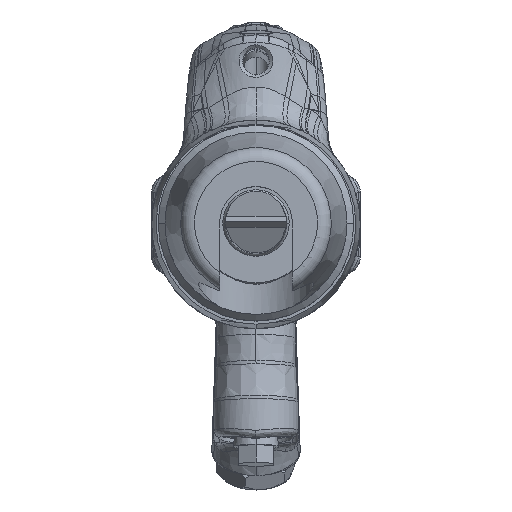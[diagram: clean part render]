
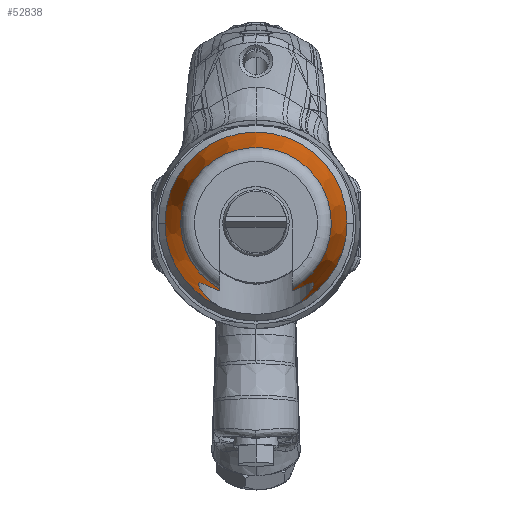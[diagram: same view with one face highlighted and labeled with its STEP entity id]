
A CAD part, top view. The second image highlights one B-rep face of the part: STEP entity #52838.
In plain terms, the highlighted conical face has half-angle 8.995 degrees and reference radius 29.784 mm.
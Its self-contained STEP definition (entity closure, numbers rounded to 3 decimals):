
#52005=CARTESIAN_POINT('',(24.33,8.12,13.));
#52006=CARTESIAN_POINT('',(23.986,8.841,13.886));
#52007=CARTESIAN_POINT('',(23.307,10.37,15.467));
#52008=CARTESIAN_POINT('',(22.436,12.83,17.328));
#52009=CARTESIAN_POINT('',(21.82,15.291,18.686));
#52010=CARTESIAN_POINT('',(21.481,17.726,19.644));
#52011=CARTESIAN_POINT('',(21.42,20.168,20.273));
#52012=CARTESIAN_POINT('',(21.655,22.705,20.608));
#52013=CARTESIAN_POINT('',(22.232,25.406,20.621));
#52014=CARTESIAN_POINT('',(23.193,28.292,20.246));
#52015=CARTESIAN_POINT('',(24.574,31.389,19.365));
#52016=CARTESIAN_POINT('',(26.301,34.543,17.876));
#52017=CARTESIAN_POINT('',(28.132,37.458,15.811));
#52018=CARTESIAN_POINT('',(29.233,39.067,14.2));
#52019=CARTESIAN_POINT('',(29.747,39.8,13.337));
#52021=CARTESIAN_POINT('',(29.747,39.8,-13.337));
#52022=CARTESIAN_POINT('',(29.233,39.067,
-14.2));
#52023=CARTESIAN_POINT('',(28.132,37.458,
-15.812));
#52024=CARTESIAN_POINT('',(26.301,34.542,
-17.876));
#52025=CARTESIAN_POINT('',(24.574,31.389,
-19.365));
#52026=CARTESIAN_POINT('',(23.193,28.292,
-20.246));
#52027=CARTESIAN_POINT('',(22.232,25.406,
-20.621));
#52028=CARTESIAN_POINT('',(21.655,22.704,
-20.608));
#52029=CARTESIAN_POINT('',(21.42,20.168,
-20.273));
#52030=CARTESIAN_POINT('',(21.481,17.726,
-19.644));
#52031=CARTESIAN_POINT('',(21.82,15.291,
-18.686));
#52032=CARTESIAN_POINT('',(22.436,12.831,
-17.328));
#52033=CARTESIAN_POINT('',(23.307,10.37,
-15.467));
#52034=CARTESIAN_POINT('',(23.986,8.841,
-13.886));
#52035=CARTESIAN_POINT('',(24.33,8.12,-13.));
#52092=CARTESIAN_POINT('',(23.627,4.218,-13.));
#52102=CARTESIAN_POINT('',(23.627,4.218,13.));
#52118=CARTESIAN_POINT('',(0.,4.218,0.));
#52119=DIRECTION('',(0.,1.,0.));
#52120=DIRECTION('',(0.876,0.,-0.482));
#52121=AXIS2_PLACEMENT_3D('',#52118,#52119,#52120);
#52123=CARTESIAN_POINT('',(24.33,8.12,-13.));
#52124=CARTESIAN_POINT('',(24.212,7.463,-13.));
#52125=CARTESIAN_POINT('',(23.977,6.156,-13.));
#52126=CARTESIAN_POINT('',(23.744,4.862,-13.));
#52127=CARTESIAN_POINT('',(23.627,4.218,-13.));
#52129=CARTESIAN_POINT('',(23.627,4.218,13.));
#52130=CARTESIAN_POINT('',(23.744,4.862,13.));
#52131=CARTESIAN_POINT('',(23.977,6.156,13.));
#52132=CARTESIAN_POINT('',(24.212,7.463,13.));
#52133=CARTESIAN_POINT('',(24.33,8.12,13.));
#52135=CARTESIAN_POINT('',(29.747,39.8,13.337));
#52147=CARTESIAN_POINT('',(29.747,39.8,-13.337));
#52149=CARTESIAN_POINT('',(0.,39.8,0.));
#52150=DIRECTION('',(0.,-1.,0.));
#52151=DIRECTION('',(0.912,0.,0.409));
#52152=AXIS2_PLACEMENT_3D('',#52149,#52150,#52151);
#52162=CARTESIAN_POINT('',(0.,39.8,0.));
#52163=DIRECTION('',(0.,-1.,0.));
#52164=DIRECTION('',(0.,0.,-1.));
#52165=AXIS2_PLACEMENT_3D('',#52162,#52163,#52164);
#52167=CARTESIAN_POINT('',(0.,39.8,0.));
#52168=DIRECTION('',(0.,1.,0.));
#52169=DIRECTION('',(0.,0.,-1.));
#52170=AXIS2_PLACEMENT_3D('',#52167,#52168,#52169);
#52234=CARTESIAN_POINT('',(0.,39.8,-32.6));
#52236=VERTEX_POINT('',#52234);
#52240=CARTESIAN_POINT('',(0.,39.8,32.6));
#52242=VERTEX_POINT('',#52240);
#52264=VERTEX_POINT('',#52135);
#52265=VERTEX_POINT('',#52147);
#52270=CARTESIAN_POINT('',(24.33,8.12,-13.));
#52271=VERTEX_POINT('',#52270);
#52272=CARTESIAN_POINT('',(24.33,8.12,13.));
#52273=VERTEX_POINT('',#52272);
#52322=VERTEX_POINT('',#52102);
#52326=VERTEX_POINT('',#52092);
#52820=CARTESIAN_POINT('',(0.,22.009,0.));
#52821=DIRECTION('',(0.,1.,0.));
#52822=DIRECTION('',(0.,0.,-1.));
#52823=AXIS2_PLACEMENT_3D('',#52820,#52821,#52822);
#52824=CONICAL_SURFACE('',#52823,29.784,8.995);
#52825=ORIENTED_EDGE('',*,*,#52800,.F.);
#52826=ORIENTED_EDGE('',*,*,#52785,.F.);
#52827=ORIENTED_EDGE('',*,*,#52720,.F.);
#52829=ORIENTED_EDGE('',*,*,#52828,.F.);
#52831=ORIENTED_EDGE('',*,*,#52830,.T.);
#52833=ORIENTED_EDGE('',*,*,#52832,.F.);
#52834=ORIENTED_EDGE('',*,*,#52716,.F.);
#52835=ORIENTED_EDGE('',*,*,#52811,.F.);
#52836=EDGE_LOOP('',(#52825,#52826,#52827,#52829,#52831,#52833,#52834,#52835));
#52837=FACE_OUTER_BOUND('',#52836,.F.);
#52838=ADVANCED_FACE('',(#52837),#52824,.T.);
#52020=B_SPLINE_CURVE_WITH_KNOTS('',3,(#52005,#52006,#52007,#52008,#52009,
#52010,#52011,#52012,#52013,#52014,#52015,#52016,#52017,#52018,#52019),
.UNSPECIFIED.,.F.,.F.,(4,1,1,1,1,1,1,1,1,1,1,1,4),(0.,0.083,
0.167,0.25,0.333,0.417,0.5,
0.583,0.667,0.75,0.833,0.917,
1.),.UNSPECIFIED.);
#52036=B_SPLINE_CURVE_WITH_KNOTS('',3,(#52021,#52022,#52023,#52024,#52025,
#52026,#52027,#52028,#52029,#52030,#52031,#52032,#52033,#52034,#52035),
.UNSPECIFIED.,.F.,.F.,(4,1,1,1,1,1,1,1,1,1,1,1,4),(0.,0.083,
0.167,0.25,0.333,0.417,0.5,
0.583,0.667,0.75,0.833,0.917,
1.),.UNSPECIFIED.);
#52122=CIRCLE('',#52121,26.968);
#52128=B_SPLINE_CURVE_WITH_KNOTS('',3,(#52123,#52124,#52125,#52126,#52127),
.UNSPECIFIED.,.F.,.F.,(4,1,4),(0.,0.5,1.),.UNSPECIFIED.);
#52134=B_SPLINE_CURVE_WITH_KNOTS('',3,(#52129,#52130,#52131,#52132,#52133),
.UNSPECIFIED.,.F.,.F.,(4,1,4),(0.,0.5,1.),.UNSPECIFIED.);
#52153=CIRCLE('',#52152,32.6);
#52166=CIRCLE('',#52165,32.6);
#52171=CIRCLE('',#52170,32.6);
#52716=EDGE_CURVE('',#52273,#52264,#52020,.T.);
#52720=EDGE_CURVE('',#52265,#52271,#52036,.T.);
#52785=EDGE_CURVE('',#52271,#52326,#52128,.T.);
#52800=EDGE_CURVE('',#52326,#52322,#52122,.T.);
#52811=EDGE_CURVE('',#52322,#52273,#52134,.T.);
#52828=EDGE_CURVE('',#52236,#52265,#52166,.T.);
#52830=EDGE_CURVE('',#52236,#52242,#52171,.T.);
#52832=EDGE_CURVE('',#52264,#52242,#52153,.T.);
